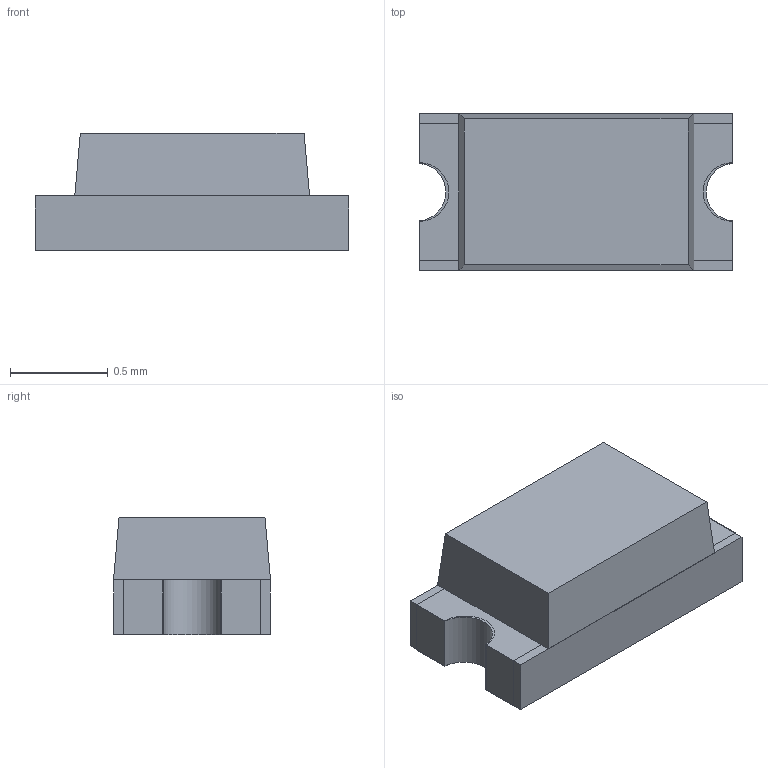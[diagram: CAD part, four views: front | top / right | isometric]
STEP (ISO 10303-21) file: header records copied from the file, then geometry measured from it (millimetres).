
FILE_DESCRIPTION (( 'STEP AP214' ), '1' );
FILE_NAME ('LED0603_Inf.step', '2021-08-14T16:47:41', ( '' ), ( '' ), 'SwSTEP 2.0', 'SolidWorks 2020', '' );
FILE_SCHEMA (( 'AUTOMOTIVE_DESIGN' ));
Length unit declared in the file: millimetre
Products named in the file (1): LED0603_Inf
Bounding box: 1.6 x 0.8 x 0.6 mm (x, y, z)
Volume: 0.8 mm3; surface area: 9.3 mm2
Topology: 4 solids, 4 shells, 92 faces, 231 edges, 154 vertices
Faces by surface type: plane 73, bspline 14, cylinder 5
Entity records: 3851 total; most frequent: CARTESIAN_POINT 1276, ORIENTED_EDGE 462, DIRECTION 371, EDGE_CURVE 231, VECTOR 193, LINE 193, VERTEX_POINT 154, EDGE_LOOP 99
